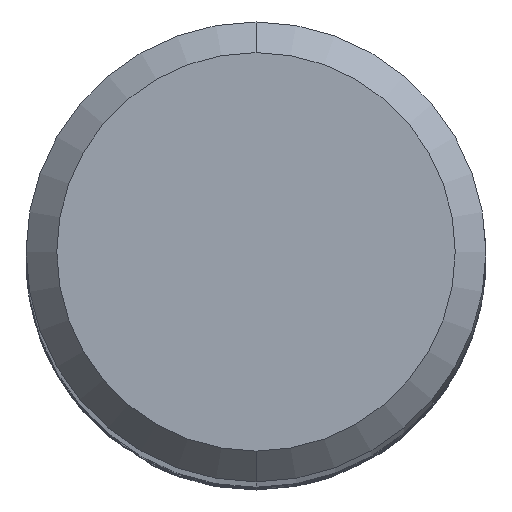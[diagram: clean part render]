
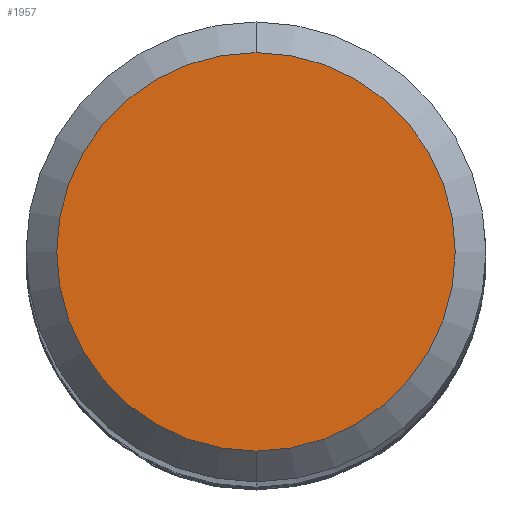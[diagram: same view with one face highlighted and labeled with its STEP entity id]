
A CAD part, top view. The second image highlights one B-rep face of the part: STEP entity #1957.
In plain terms, the highlighted planar face has unit normal (0, 0, 1).
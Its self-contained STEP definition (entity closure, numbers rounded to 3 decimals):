
#1695=EDGE_CURVE('',#1833,#2759,#3826,.T.);
#1833=VERTEX_POINT('',#3975);
#1957=ADVANCED_FACE('',(#4112),#4113,.T.);
#2759=VERTEX_POINT('',#4983);
#3025=EDGE_CURVE('',#2759,#1833,#5271,.T.);
#3826=CIRCLE('',#11805,2.6);
#3975=CARTESIAN_POINT('',(0.,-2.6,0.0));
#4112=FACE_OUTER_BOUND('',#14509,.T.);
#4113=PLANE('',#14510);
#4983=CARTESIAN_POINT('',(0.0,2.6,0.0));
#5271=CIRCLE('',#25265,2.6);
#11805=AXIS2_PLACEMENT_3D('',#26551,#26552,#26553);
#14509=EDGE_LOOP('',(#26864,#26865));
#14510=AXIS2_PLACEMENT_3D('',#26866,#26867,#26868);
#25265=AXIS2_PLACEMENT_3D('',#27962,#27963,#27964);
#26551=CARTESIAN_POINT('',(0.0,0.0,0.0));
#26552=DIRECTION('',(0.0,0.0,-1.0));
#26553=DIRECTION('',(0.0,1.0,0.0));
#26864=ORIENTED_EDGE('',*,*,#3025,.F.);
#26865=ORIENTED_EDGE('',*,*,#1695,.F.);
#26866=CARTESIAN_POINT('',(0.0,1.3,0.0));
#26867=DIRECTION('',(-0.0,0.0,1.0));
#26868=DIRECTION('',(0.0,-1.0,0.0));
#27962=CARTESIAN_POINT('',(0.0,0.0,0.0));
#27963=DIRECTION('',(0.0,0.0,-1.0));
#27964=DIRECTION('',(0.0,1.0,0.0));
